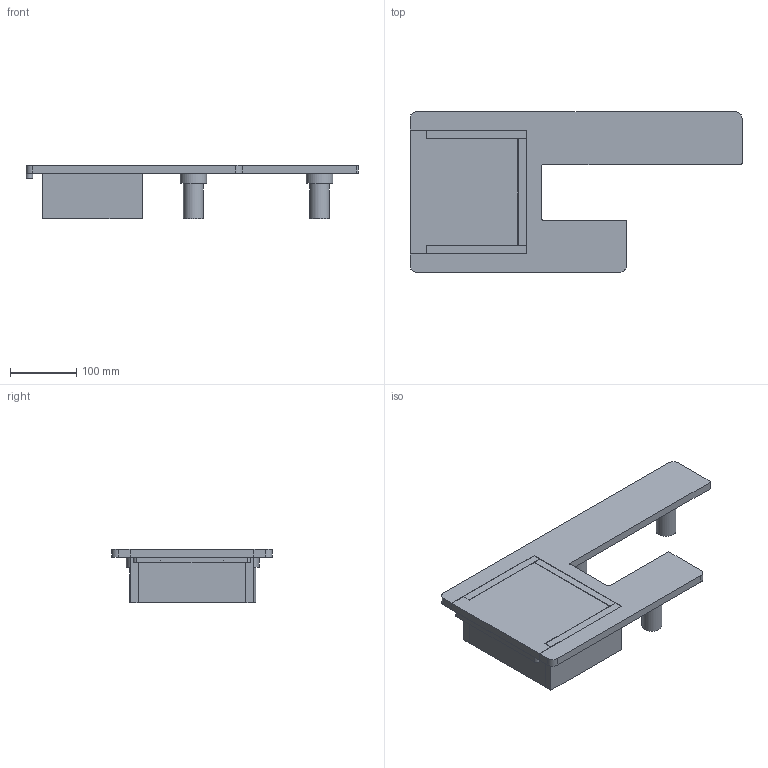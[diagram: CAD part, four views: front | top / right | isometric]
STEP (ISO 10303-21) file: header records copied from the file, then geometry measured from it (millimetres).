
FILE_DESCRIPTION(/* description */ (''),/* implementation_level */ '2;1');
FILE_NAME(/* name */ 'f2888c05-fdb1-4732-a4fe-4aef6063b84c.step',/* time_stamp */ '2024-07-09T11:03:18Z',/* author */ (''),/* organization */ (''),/* preprocessor_version */ 'ST-DEVELOPER v20',/* originating_system */ 'Autodesk Translation Framework v13.14.0.145',/* authorisation */ '');
FILE_SCHEMA (('AUTOMOTIVE_DESIGN { 1 0 10303 214 3 1 1 }','FEATURE_BASED_PROCESS_PLANNING','TECHNICAL_DATA_PACKAGING','INTEGRATED_CNC_SCHEMA','PROCESS_PLANNING_SCHEMA','AP242_MANAGED_MODEL_BASED_3D_ENGINEERING_MIM_LF { 1 0 10303 442 3 1 4 }'));
Length unit declared in the file: millimetre
Products named in the file (11): ProyectoFinal; lado1; cajon_bottom; posterior; frontal; tapa; lado2; mesa top; tirador; adaptador_pata; madera_cilindro
Assembly tree (14 placements, depth 2):
  ProyectoFinal
    lado1
    cajon_bottom
    posterior
    frontal
    tapa
    lado2
    mesa top
    adaptador_pata  x3
    tirador
    madera_cilindro  x3
Bounding box: 500 x 242 x 80 mm (x, y, z)
Volume: 1909221.6 mm3; surface area: 421942.5 mm2
Topology: 14 solids, 14 shells, 159 faces, 354 edges, 236 vertices
Faces by surface type: plane 119, cylinder 40
Full cylindrical faces by diameter (mm): 3.5 x5, 5.5 x3, 6 x2, 30 x3, 30.1 x3, 40 x3
Entity records: 4334 total; most frequent: DIRECTION 710, CARTESIAN_POINT 703, ORIENTED_EDGE 648, EDGE_CURVE 324, LINE 264, VECTOR 264, AXIS2_PLACEMENT_3D 223, VERTEX_POINT 216
